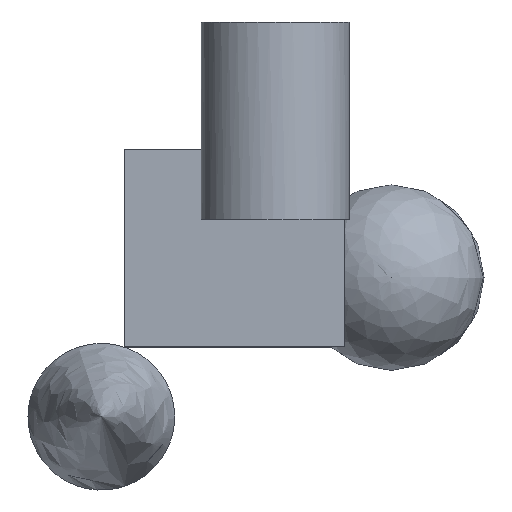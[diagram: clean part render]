
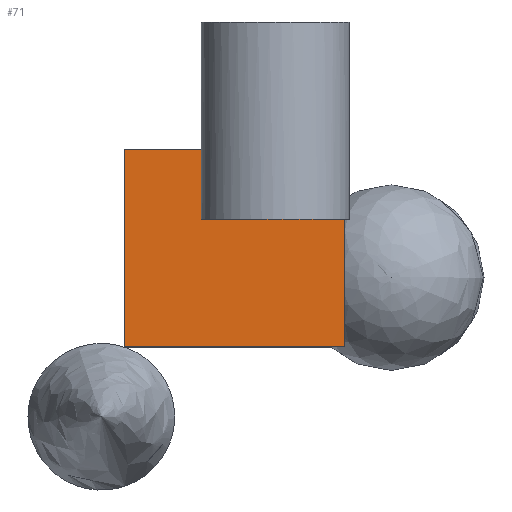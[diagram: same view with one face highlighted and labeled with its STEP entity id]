
A CAD part, top view. The second image highlights one B-rep face of the part: STEP entity #71.
In plain terms, the highlighted free-form (B-spline) face has degree [1, 1] with [2, 2] control points.
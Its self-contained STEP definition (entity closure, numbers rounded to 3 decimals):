
#71=ADVANCED_FACE('',(#83),#311,.T.);
#83=FACE_OUTER_BOUND('',#95,.T.);
#95=EDGE_LOOP('',(#116,#117,#118,#119));
#116=ORIENTED_EDGE('',*,*,#240,.T.);
#117=ORIENTED_EDGE('',*,*,#233,.F.);
#118=ORIENTED_EDGE('',*,*,#241,.T.);
#119=ORIENTED_EDGE('',*,*,#238,.F.);
#143=PCURVE('',#308,#179);
#149=PCURVE('',#310,#185);
#152=PCURVE('',#311,#188);
#153=PCURVE('',#311,#189);
#154=PCURVE('',#311,#190);
#155=PCURVE('',#311,#191);
#156=PCURVE('',#312,#192);
#163=PCURVE('',#313,#199);
#179=DEFINITIONAL_REPRESENTATION('',(#255),#628);
#185=DEFINITIONAL_REPRESENTATION('',(#266),#628);
#188=DEFINITIONAL_REPRESENTATION('',(#271),#628);
#189=DEFINITIONAL_REPRESENTATION('',(#272),#628);
#190=DEFINITIONAL_REPRESENTATION('',(#274),#628);
#191=DEFINITIONAL_REPRESENTATION('',(#275),#628);
#192=DEFINITIONAL_REPRESENTATION('',(#276),#628);
#199=DEFINITIONAL_REPRESENTATION('',(#283),#628);
#215=SURFACE_CURVE('',#254,(#143,#153),.PCURVE_S1.);
#220=SURFACE_CURVE('',#265,(#149,#155),.PCURVE_S1.);
#222=SURFACE_CURVE('',#270,(#152,#156),.PCURVE_S1.);
#223=SURFACE_CURVE('',#273,(#154,#163),.PCURVE_S1.);
#233=EDGE_CURVE('',#297,#294,#215,.T.);
#238=EDGE_CURVE('',#300,#301,#220,.T.);
#240=EDGE_CURVE('',#300,#294,#222,.T.);
#241=EDGE_CURVE('',#297,#301,#223,.T.);
#254=B_SPLINE_CURVE_WITH_KNOTS('',1,(#387,#388),.UNSPECIFIED.,.F.,.F.,(2,
2),(-17.,0.),.UNSPECIFIED.);
#255=B_SPLINE_CURVE_WITH_KNOTS('',1,(#389,#390),.UNSPECIFIED.,.F.,.F.,(2,
2),(-17.,0.),.UNSPECIFIED.);
#265=B_SPLINE_CURVE_WITH_KNOTS('',1,(#409,#410),.UNSPECIFIED.,.F.,.F.,(2,
2),(0.,17.),.UNSPECIFIED.);
#266=B_SPLINE_CURVE_WITH_KNOTS('',1,(#411,#412),.UNSPECIFIED.,.F.,.F.,(2,
2),(0.,17.),.UNSPECIFIED.);
#270=B_SPLINE_CURVE_WITH_KNOTS('',1,(#419,#420),.UNSPECIFIED.,.F.,.F.,(2,
2),(39.,58.),.UNSPECIFIED.);
#271=B_SPLINE_CURVE_WITH_KNOTS('',1,(#421,#422),.UNSPECIFIED.,.F.,.F.,(2,
2),(39.,58.),.UNSPECIFIED.);
#272=B_SPLINE_CURVE_WITH_KNOTS('',1,(#423,#424),.UNSPECIFIED.,.F.,.F.,(2,
2),(-17.,0.),.UNSPECIFIED.);
#273=B_SPLINE_CURVE_WITH_KNOTS('',1,(#425,#426),.UNSPECIFIED.,.F.,.F.,(2,
2),(-58.,-39.),.UNSPECIFIED.);
#274=B_SPLINE_CURVE_WITH_KNOTS('',1,(#427,#428),.UNSPECIFIED.,.F.,.F.,(2,
2),(-58.,-39.),.UNSPECIFIED.);
#275=B_SPLINE_CURVE_WITH_KNOTS('',1,(#429,#430),.UNSPECIFIED.,.F.,.F.,(2,
2),(0.,17.),.UNSPECIFIED.);
#276=B_SPLINE_CURVE_WITH_KNOTS('',1,(#431,#432),.UNSPECIFIED.,.F.,.F.,(2,
2),(39.,58.),.UNSPECIFIED.);
#283=B_SPLINE_CURVE_WITH_KNOTS('',1,(#445,#446),.UNSPECIFIED.,.F.,.F.,(2,
2),(-58.,-39.),.UNSPECIFIED.);
#294=VERTEX_POINT('',#367);
#297=VERTEX_POINT('',#370);
#300=VERTEX_POINT('',#373);
#301=VERTEX_POINT('',#374);
#308=B_SPLINE_SURFACE_WITH_KNOTS('',1,1,((#343,#344),(#345,#346)),
 .UNSPECIFIED.,.F.,.F.,.F.,(2,2),(2,2),(0.,10.),(0.,17.),.UNSPECIFIED.);
#310=B_SPLINE_SURFACE_WITH_KNOTS('',1,1,((#351,#352),(#353,#354)),
 .UNSPECIFIED.,.F.,.F.,.F.,(2,2),(2,2),(29.,39.),(0.,17.),.UNSPECIFIED.);
#311=B_SPLINE_SURFACE_WITH_KNOTS('',1,1,((#355,#356),(#357,#358)),
 .UNSPECIFIED.,.F.,.F.,.F.,(2,2),(2,2),(39.,58.),(0.,17.),.UNSPECIFIED.);
#312=B_SPLINE_SURFACE_WITH_KNOTS('',1,1,((#359,#360),(#361,#362)),
 .UNSPECIFIED.,.F.,.F.,.F.,(2,2),(2,2),(0.,19.),(0.,10.),.UNSPECIFIED.);
#313=B_SPLINE_SURFACE_WITH_KNOTS('',1,1,((#363,#364),(#365,#366)),
 .UNSPECIFIED.,.F.,.F.,.F.,(2,2),(2,2),(0.,10.),(0.,19.),.UNSPECIFIED.);
#343=CARTESIAN_POINT('',(-14.,6.,10.));
#344=CARTESIAN_POINT('',(-14.,-11.,10.));
#345=CARTESIAN_POINT('',(-14.,6.,0.));
#346=CARTESIAN_POINT('',(-14.,-11.,0.));
#351=CARTESIAN_POINT('',(5.,6.,0.));
#352=CARTESIAN_POINT('',(5.,-11.,0.));
#353=CARTESIAN_POINT('',(5.,6.,10.));
#354=CARTESIAN_POINT('',(5.,-11.,10.));
#355=CARTESIAN_POINT('',(5.,6.,10.));
#356=CARTESIAN_POINT('',(5.,-11.,10.));
#357=CARTESIAN_POINT('',(-14.,6.,10.));
#358=CARTESIAN_POINT('',(-14.,-11.,10.));
#359=CARTESIAN_POINT('',(-14.,6.,10.));
#360=CARTESIAN_POINT('',(-14.,6.,0.));
#361=CARTESIAN_POINT('',(5.,6.,10.));
#362=CARTESIAN_POINT('',(5.,6.,0.));
#363=CARTESIAN_POINT('',(-14.,-11.,10.));
#364=CARTESIAN_POINT('',(5.,-11.,10.));
#365=CARTESIAN_POINT('',(-14.,-11.,0.));
#366=CARTESIAN_POINT('',(5.,-11.,0.));
#367=CARTESIAN_POINT('',(-14.,6.,10.));
#370=CARTESIAN_POINT('',(-14.,-11.,10.));
#373=CARTESIAN_POINT('',(5.,6.,10.));
#374=CARTESIAN_POINT('',(5.,-11.,10.));
#387=CARTESIAN_POINT('',(-14.,-11.,10.));
#388=CARTESIAN_POINT('',(-14.,6.,10.));
#389=CARTESIAN_POINT('',(0.,17.));
#390=CARTESIAN_POINT('',(0.,0.));
#409=CARTESIAN_POINT('',(5.,6.,10.));
#410=CARTESIAN_POINT('',(5.,-11.,10.));
#411=CARTESIAN_POINT('',(39.,0.));
#412=CARTESIAN_POINT('',(39.,17.));
#419=CARTESIAN_POINT('',(5.,6.,10.));
#420=CARTESIAN_POINT('',(-14.,6.,10.));
#421=CARTESIAN_POINT('',(39.,0.));
#422=CARTESIAN_POINT('',(58.,0.));
#423=CARTESIAN_POINT('',(58.,17.));
#424=CARTESIAN_POINT('',(58.,0.));
#425=CARTESIAN_POINT('',(-14.,-11.,10.));
#426=CARTESIAN_POINT('',(5.,-11.,10.));
#427=CARTESIAN_POINT('',(58.,17.));
#428=CARTESIAN_POINT('',(39.,17.));
#429=CARTESIAN_POINT('',(39.,0.));
#430=CARTESIAN_POINT('',(39.,17.));
#431=CARTESIAN_POINT('',(19.,0.));
#432=CARTESIAN_POINT('',(0.,0.));
#445=CARTESIAN_POINT('',(0.,0.));
#446=CARTESIAN_POINT('',(0.,19.));
#628=(
GEOMETRIC_REPRESENTATION_CONTEXT(2)
PARAMETRIC_REPRESENTATION_CONTEXT()
REPRESENTATION_CONTEXT('pspace','')
);
